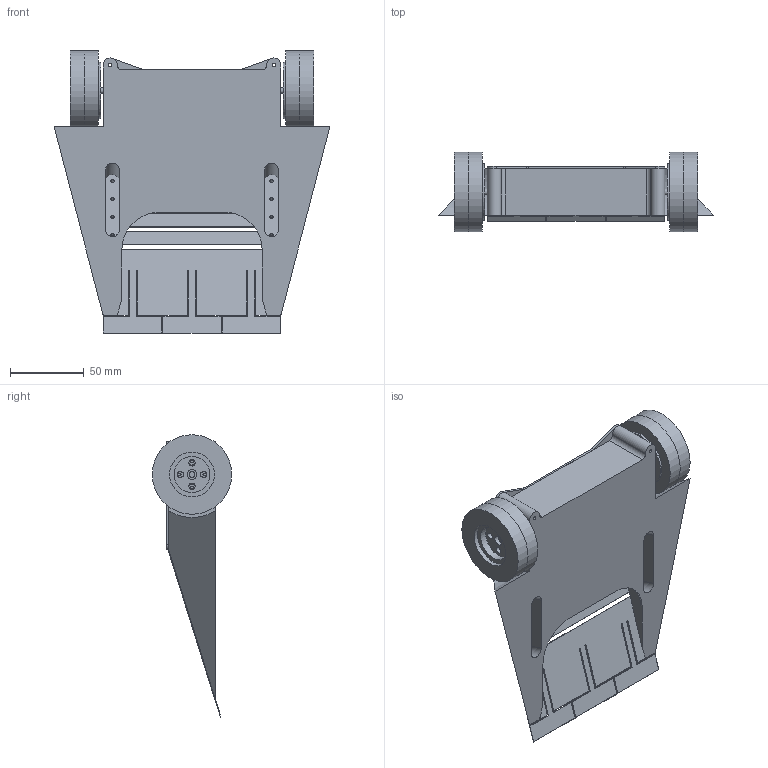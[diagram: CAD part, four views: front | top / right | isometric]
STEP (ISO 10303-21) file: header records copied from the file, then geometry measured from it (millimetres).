
FILE_DESCRIPTION(/* description */ (''),/* implementation_level */ '2;1');
FILE_NAME(/* name */ 'minibot.stp',/* time_stamp */ '2023-08-23T20:34:05-07:00',/* author */ ('jeremy'),/* organization */ (''),/* preprocessor_version */ 'ST-DEVELOPER v18.1',/* originating_system */ 'Autodesk Inventor 2022',/* authorisation */ '');
FILE_SCHEMA (('AUTOMOTIVE_DESIGN { 1 0 10303 214 3 1 1 }'));
Length unit declared in the file: inch
Products named in the file (8): minibot; frame; pianowedge; RP-GM-22-12V780; wheelhub; top; Part1; Mini_Power_Switch_Shrinkwrap_1
Assembly tree (12 placements, depth 2):
  minibot
    frame
    pianowedge
    RP-GM-22-12V780  x2
    wheelhub  x2
    top
    Part1  x4
    Mini_Power_Switch_Shrinkwrap_1
Bounding box: 187.3 x 53.98 x 191.74 mm (x, y, z)
Volume: 305403.3 mm3; surface area: 157262 mm2
Topology: 11 solids, 775 shells, 1010 faces, 4655 edges, 4437 vertices
Faces by surface type: plane 715, cylinder 203, cone 78, sphere 8, bspline 4, torus 2
Full cylindrical faces by diameter (mm): 2 x8, 2.286 x16, 3.429 x8, 4 x2, 4.022 x1, 4.318 x8, 6.604 x2, 14 x4, 22 x3, 24.384 x4, 30.48 x4, 30.734 x2, 38.1 x2, 53.975 x4
Entity records: 47728 total; most frequent: CARTESIAN_POINT 10135, DIRECTION 7244, ORIENTED_EDGE 5155, EDGE_CURVE 4591, VERTEX_POINT 4401, LINE 3900, VECTOR 3900, AXIS2_PLACEMENT_3D 1672
